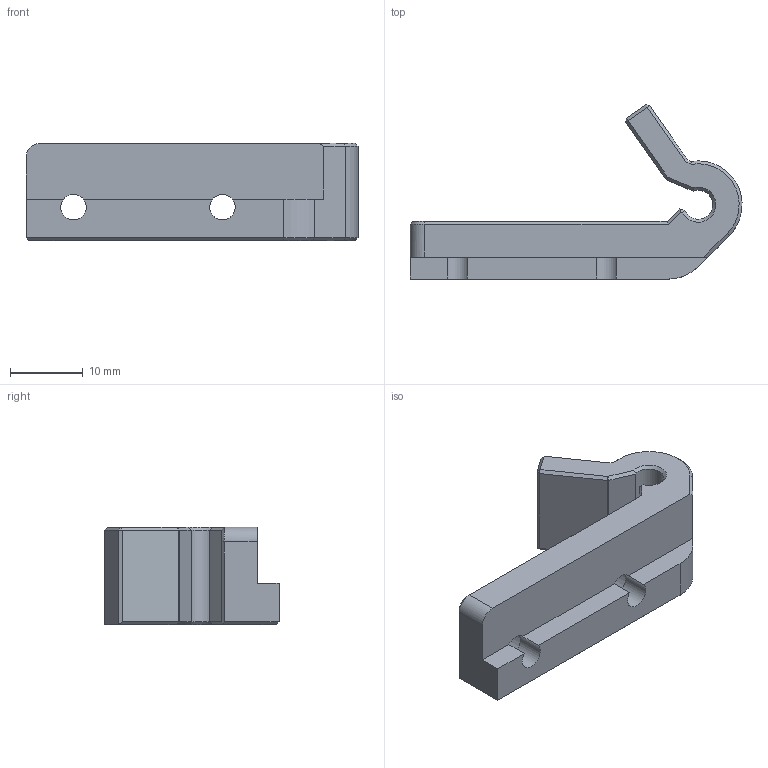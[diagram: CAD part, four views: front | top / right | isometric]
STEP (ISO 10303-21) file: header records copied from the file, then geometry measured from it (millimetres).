
FILE_DESCRIPTION(/* description */ ('STEP AP242','CAx-IF Rec.Pracs.---Representation and Presentation of Product Manufacturing Information (PMI)---4.0---2014-10-13','CAx-IF Rec.Pracs.---3D Tessellated Geometry---0.4---2014-09-14','2;1'),/* implementation_level */ '2;1');
FILE_NAME(/* name */ '6563c83e8d1e350c0e244702',/* time_stamp */ '2023-11-26T22:35:43Z',/* author */ (''),/* organization */ (''),/* preprocessor_version */ 'ST-DEVELOPER v19.4',/* originating_system */ ' ',/* authorisation */ ' ');
FILE_SCHEMA (('AP242_MANAGED_MODEL_BASED_3D_ENGINEERING_MIM_LF { 1 0 10303 442 1 1 4 }'));
Length unit declared in the file: metre
Products named in the file (1): Hinge_Top_Left (6)
Bounding box: 45.49 x 23.87 x 13.35 mm (x, y, z)
Volume: 4341.6 mm3; surface area: 2825.3 mm2
Topology: 1 solids, 1 shells, 62 faces, 150 edges, 90 vertices
Faces by surface type: plane 46, cylinder 8, cone 7, bspline 1
Full cylindrical faces by diameter (mm): 3.5 x2, 6.2 x2
Entity records: 1770 total; most frequent: CARTESIAN_POINT 345, DIRECTION 283, ORIENTED_EDGE 282, EDGE_CURVE 141, LINE 111, VECTOR 111, VERTEX_POINT 87, AXIS2_PLACEMENT_3D 86
